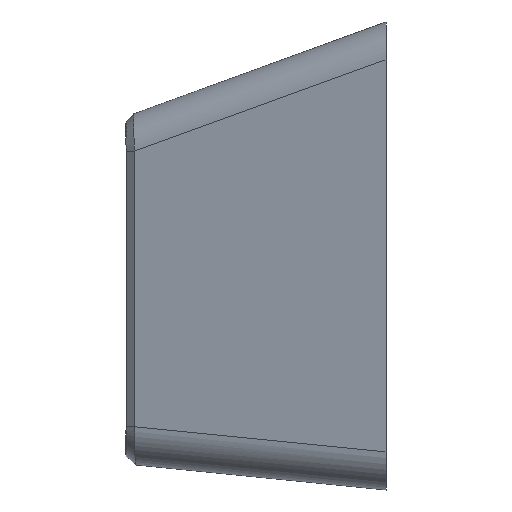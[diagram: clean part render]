
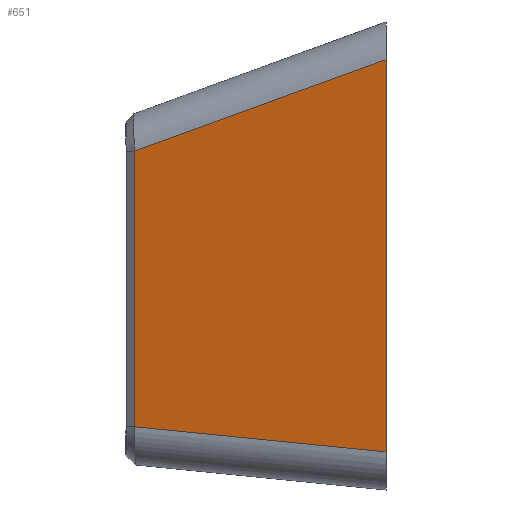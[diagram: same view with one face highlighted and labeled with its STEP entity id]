
A CAD part, left-side view. The second image highlights one B-rep face of the part: STEP entity #651.
In plain terms, the highlighted planar face has unit normal (-0.963, 0.271, 0).
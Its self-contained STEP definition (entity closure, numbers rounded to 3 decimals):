
#142 = EDGE_CURVE ( 'NONE', #636, #1015, #858, .T. ) ;
#248 = CARTESIAN_POINT ( 'NONE',  ( -6.249, 9.773, -6.556 ) ) ;
#261 = VECTOR ( 'NONE', #720, 1000. ) ;
#301 = ORIENTED_EDGE ( 'NONE', *, *, #1005, .T. ) ;
#370 = DIRECTION ( 'NONE',  ( 0., 0., -1. ) ) ;
#483 = AXIS2_PLACEMENT_3D ( 'NONE', #1667, #974, #985 ) ;
#487 = VECTOR ( 'NONE', #1160, 1000. ) ;
#566 = CARTESIAN_POINT ( 'NONE',  ( -9., 0., -7.533 ) ) ;
#577 = EDGE_LOOP ( 'NONE', ( #1672, #301, #1721, #768 ) ) ;
#626 = CARTESIAN_POINT ( 'NONE',  ( -9., 0., 7.552 ) ) ;
#628 = CARTESIAN_POINT ( 'NONE',  ( -6.28, 9.662, -9.001 ) ) ;
#636 = VERTEX_POINT ( 'NONE', #566 ) ;
#638 = FACE_OUTER_BOUND ( 'NONE', #577, .T. ) ;
#651 = ADVANCED_FACE ( 'NONE', ( #638 ), #1112, .F. ) ;
#720 = DIRECTION ( 'NONE',  ( 0., 0., 1. ) ) ;
#739 = LINE ( 'NONE', #248, #1076 ) ;
#768 = ORIENTED_EDGE ( 'NONE', *, *, #142, .T. ) ;
#770 = CARTESIAN_POINT ( 'NONE',  ( -6.28, 9.662, 4.035 ) ) ;
#858 = LINE ( 'NONE', #866, #261 ) ;
#866 = CARTESIAN_POINT ( 'NONE',  ( -9., 0., 9. ) ) ;
#902 = VERTEX_POINT ( 'NONE', #1318 ) ;
#974 = DIRECTION ( 'NONE',  ( 0.963, -0.271, 0. ) ) ;
#985 = DIRECTION ( 'NONE',  ( 0.271, 0.963, 0. ) ) ;
#993 = VERTEX_POINT ( 'NONE', #770 ) ;
#1005 = EDGE_CURVE ( 'NONE', #993, #902, #1636, .T. ) ;
#1015 = VERTEX_POINT ( 'NONE', #626 ) ;
#1076 = VECTOR ( 'NONE', #1351, 1000. ) ;
#1112 = PLANE ( 'NONE',  #483 ) ;
#1160 = DIRECTION ( 'NONE',  ( 0.256, 0.908, -0.331 ) ) ;
#1180 = CARTESIAN_POINT ( 'NONE',  ( -5.093, 13.879, 2.5 ) ) ;
#1318 = CARTESIAN_POINT ( 'NONE',  ( -6.28, 9.662, -6.567 ) ) ;
#1337 = EDGE_CURVE ( 'NONE', #1015, #993, #1633, .T. ) ;
#1351 = DIRECTION ( 'NONE',  ( -0.27, -0.958, -0.096 ) ) ;
#1590 = EDGE_CURVE ( 'NONE', #902, #636, #739, .T. ) ;
#1633 = LINE ( 'NONE', #1180, #487 ) ;
#1636 = LINE ( 'NONE', #628, #1723 ) ;
#1667 = CARTESIAN_POINT ( 'NONE',  ( -6.185, 10., -9.001 ) ) ;
#1672 = ORIENTED_EDGE ( 'NONE', *, *, #1337, .T. ) ;
#1721 = ORIENTED_EDGE ( 'NONE', *, *, #1590, .T. ) ;
#1723 = VECTOR ( 'NONE', #370, 1000. ) ;
